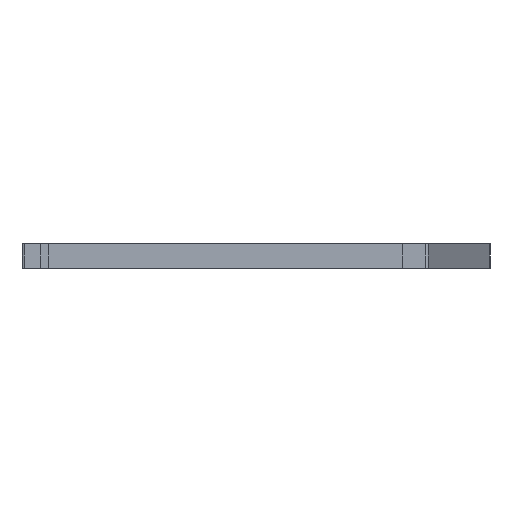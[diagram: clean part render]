
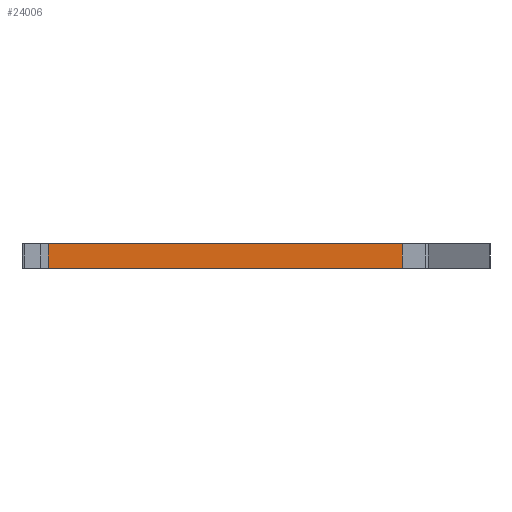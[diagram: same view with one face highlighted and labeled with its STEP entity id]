
A CAD part, left-side view. The second image highlights one B-rep face of the part: STEP entity #24006.
In plain terms, the highlighted planar face has unit normal (-1, 0, 0).
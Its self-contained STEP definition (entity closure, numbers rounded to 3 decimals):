
#83 = PLANE('',#84);
#84 = AXIS2_PLACEMENT_3D('',#85,#86,#87);
#85 = CARTESIAN_POINT('',(204.455,-105.67,4.69));
#86 = DIRECTION('',(0.,0.,1.));
#87 = DIRECTION('',(1.,0.,0.));
#137 = PLANE('',#138);
#138 = AXIS2_PLACEMENT_3D('',#139,#140,#141);
#139 = CARTESIAN_POINT('',(204.455,-105.67,0.));
#140 = DIRECTION('',(0.,0.,1.));
#141 = DIRECTION('',(1.,0.,0.));
#724 = VERTEX_POINT('',#725);
#725 = CARTESIAN_POINT('',(68.72,-70.411,0.));
#739 = PLANE('',#740);
#740 = AXIS2_PLACEMENT_3D('',#741,#742,#743);
#741 = CARTESIAN_POINT('',(68.72,-68.911,0.));
#742 = DIRECTION('',(1.,0.,0.));
#743 = DIRECTION('',(0.,-1.,0.));
#751 = EDGE_CURVE('',#724,#752,#754,.T.);
#752 = VERTEX_POINT('',#753);
#753 = CARTESIAN_POINT('',(68.72,-137.911,0.));
#754 = SURFACE_CURVE('',#755,(#759,#766),.PCURVE_S1.);
#755 = LINE('',#756,#757);
#756 = CARTESIAN_POINT('',(68.72,-70.411,0.));
#757 = VECTOR('',#758,1.);
#758 = DIRECTION('',(0.,-1.,0.));
#759 = PCURVE('',#137,#760);
#760 = DEFINITIONAL_REPRESENTATION('',(#761),#765);
#761 = LINE('',#762,#763);
#762 = CARTESIAN_POINT('',(-135.735,35.259));
#763 = VECTOR('',#764,1.);
#764 = DIRECTION('',(0.,-1.));
#765 = ( GEOMETRIC_REPRESENTATION_CONTEXT(2) 
PARAMETRIC_REPRESENTATION_CONTEXT() REPRESENTATION_CONTEXT('2D SPACE',''
  ) );
#766 = PCURVE('',#767,#772);
#767 = PLANE('',#768);
#768 = AXIS2_PLACEMENT_3D('',#769,#770,#771);
#769 = CARTESIAN_POINT('',(68.72,-70.411,0.));
#770 = DIRECTION('',(1.,0.,0.));
#771 = DIRECTION('',(0.,-1.,0.));
#772 = DEFINITIONAL_REPRESENTATION('',(#773),#777);
#773 = LINE('',#774,#775);
#774 = CARTESIAN_POINT('',(0.,0.));
#775 = VECTOR('',#776,1.);
#776 = DIRECTION('',(1.,0.));
#777 = ( GEOMETRIC_REPRESENTATION_CONTEXT(2) 
PARAMETRIC_REPRESENTATION_CONTEXT() REPRESENTATION_CONTEXT('2D SPACE',''
  ) );
#795 = PLANE('',#796);
#796 = AXIS2_PLACEMENT_3D('',#797,#798,#799);
#797 = CARTESIAN_POINT('',(68.72,-137.911,0.));
#798 = DIRECTION('',(1.,0.,0.));
#799 = DIRECTION('',(0.,-1.,0.));
#13080 = VERTEX_POINT('',#13081);
#13081 = CARTESIAN_POINT('',(68.72,-70.411,4.69));
#13102 = EDGE_CURVE('',#13080,#13103,#13105,.T.);
#13103 = VERTEX_POINT('',#13104);
#13104 = CARTESIAN_POINT('',(68.72,-137.911,4.69));
#13105 = SURFACE_CURVE('',#13106,(#13110,#13117),.PCURVE_S1.);
#13106 = LINE('',#13107,#13108);
#13107 = CARTESIAN_POINT('',(68.72,-70.411,4.69));
#13108 = VECTOR('',#13109,1.);
#13109 = DIRECTION('',(0.,-1.,0.));
#13110 = PCURVE('',#83,#13111);
#13111 = DEFINITIONAL_REPRESENTATION('',(#13112),#13116);
#13112 = LINE('',#13113,#13114);
#13113 = CARTESIAN_POINT('',(-135.735,35.259));
#13114 = VECTOR('',#13115,1.);
#13115 = DIRECTION('',(0.,-1.));
#13116 = ( GEOMETRIC_REPRESENTATION_CONTEXT(2) 
PARAMETRIC_REPRESENTATION_CONTEXT() REPRESENTATION_CONTEXT('2D SPACE',''
  ) );
#13117 = PCURVE('',#767,#13118);
#13118 = DEFINITIONAL_REPRESENTATION('',(#13119),#13123);
#13119 = LINE('',#13120,#13121);
#13120 = CARTESIAN_POINT('',(0.,-4.69));
#13121 = VECTOR('',#13122,1.);
#13122 = DIRECTION('',(1.,0.));
#13123 = ( GEOMETRIC_REPRESENTATION_CONTEXT(2) 
PARAMETRIC_REPRESENTATION_CONTEXT() REPRESENTATION_CONTEXT('2D SPACE',''
  ) );
#23956 = EDGE_CURVE('',#752,#13103,#23957,.T.);
#23957 = SURFACE_CURVE('',#23958,(#23962,#23969),.PCURVE_S1.);
#23958 = LINE('',#23959,#23960);
#23959 = CARTESIAN_POINT('',(68.72,-137.911,0.));
#23960 = VECTOR('',#23961,1.);
#23961 = DIRECTION('',(0.,0.,1.));
#23962 = PCURVE('',#795,#23963);
#23963 = DEFINITIONAL_REPRESENTATION('',(#23964),#23968);
#23964 = LINE('',#23965,#23966);
#23965 = CARTESIAN_POINT('',(0.,0.));
#23966 = VECTOR('',#23967,1.);
#23967 = DIRECTION('',(0.,-1.));
#23968 = ( GEOMETRIC_REPRESENTATION_CONTEXT(2) 
PARAMETRIC_REPRESENTATION_CONTEXT() REPRESENTATION_CONTEXT('2D SPACE',''
  ) );
#23969 = PCURVE('',#767,#23970);
#23970 = DEFINITIONAL_REPRESENTATION('',(#23971),#23975);
#23971 = LINE('',#23972,#23973);
#23972 = CARTESIAN_POINT('',(67.5,0.));
#23973 = VECTOR('',#23974,1.);
#23974 = DIRECTION('',(0.,-1.));
#23975 = ( GEOMETRIC_REPRESENTATION_CONTEXT(2) 
PARAMETRIC_REPRESENTATION_CONTEXT() REPRESENTATION_CONTEXT('2D SPACE',''
  ) );
#23985 = EDGE_CURVE('',#724,#13080,#23986,.T.);
#23986 = SURFACE_CURVE('',#23987,(#23991,#23998),.PCURVE_S1.);
#23987 = LINE('',#23988,#23989);
#23988 = CARTESIAN_POINT('',(68.72,-70.411,0.));
#23989 = VECTOR('',#23990,1.);
#23990 = DIRECTION('',(0.,0.,1.));
#23991 = PCURVE('',#739,#23992);
#23992 = DEFINITIONAL_REPRESENTATION('',(#23993),#23997);
#23993 = LINE('',#23994,#23995);
#23994 = CARTESIAN_POINT('',(1.5,0.));
#23995 = VECTOR('',#23996,1.);
#23996 = DIRECTION('',(0.,-1.));
#23997 = ( GEOMETRIC_REPRESENTATION_CONTEXT(2) 
PARAMETRIC_REPRESENTATION_CONTEXT() REPRESENTATION_CONTEXT('2D SPACE',''
  ) );
#23998 = PCURVE('',#767,#23999);
#23999 = DEFINITIONAL_REPRESENTATION('',(#24000),#24004);
#24000 = LINE('',#24001,#24002);
#24001 = CARTESIAN_POINT('',(0.,0.));
#24002 = VECTOR('',#24003,1.);
#24003 = DIRECTION('',(0.,-1.));
#24004 = ( GEOMETRIC_REPRESENTATION_CONTEXT(2) 
PARAMETRIC_REPRESENTATION_CONTEXT() REPRESENTATION_CONTEXT('2D SPACE',''
  ) );
#24006 = ADVANCED_FACE('',(#24007),#767,.F.);
#24007 = FACE_BOUND('',#24008,.F.);
#24008 = EDGE_LOOP('',(#24009,#24010,#24011,#24012));
#24009 = ORIENTED_EDGE('',*,*,#23985,.T.);
#24010 = ORIENTED_EDGE('',*,*,#13102,.T.);
#24011 = ORIENTED_EDGE('',*,*,#23956,.F.);
#24012 = ORIENTED_EDGE('',*,*,#751,.F.);
